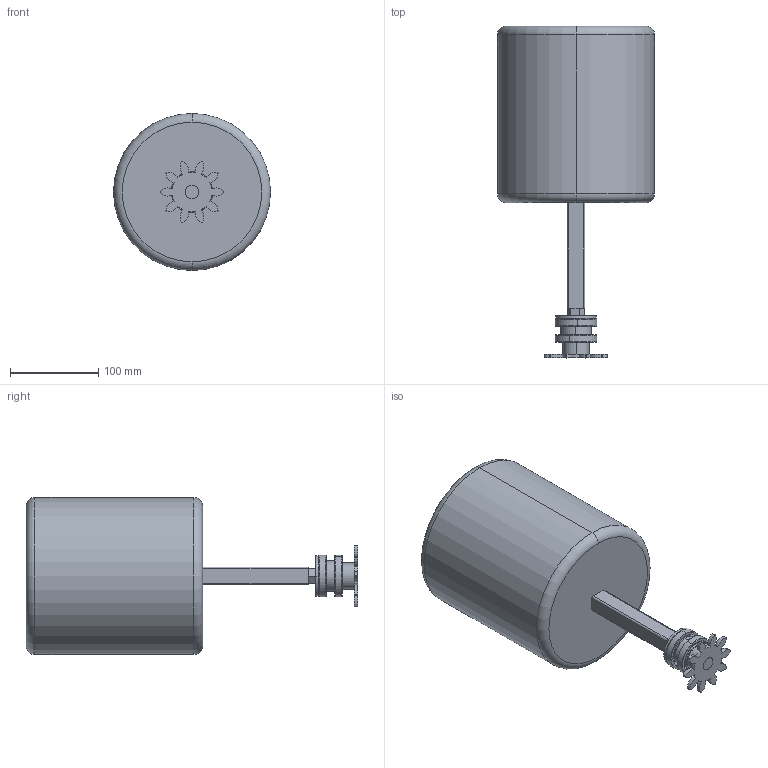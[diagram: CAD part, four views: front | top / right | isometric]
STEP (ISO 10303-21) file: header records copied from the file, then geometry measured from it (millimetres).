
FILE_DESCRIPTION (( 'STEP AP203' ), '1' );
FILE_NAME ('Satellite Albero Bis.STEP', '2020-03-01T10:37:42', ( '' ), ( '' ), 'SwSTEP 2.0', 'SolidWorks 2013', '' );
FILE_SCHEMA (( 'CONFIG_CONTROL_DESIGN' ));
Length unit declared in the file: millimetre
Products named in the file (13): 16005; SATELLITE-DEC-DISTANZIALE; M6-10; Satellite Albero Bis; Statellite Rondella; SATELLITE INGOMBRO^Satellite Albero Bis; Scatolato^Satellite Albero Bis; SATELLITE-DEC-ALBERO; socket head cap screw_iso_ISO 4762 M8 x 12 --- 12N; _16005_PART1_2; _16005_PART2_4; Satellite-Dado; _16005_PART3_6
Assembly tree (25 placements, depth 3):
  Satellite Albero Bis
    M6-10
    Statellite Rondella
    SATELLITE-DEC-ALBERO
    16005  x2
      _16005_PART1_2
      _16005_PART2_4
      _16005_PART3_6
    SATELLITE-DEC-DISTANZIALE
    Satellite-Dado
    socket head cap screw_iso_ISO 4762 M8 x 12 --- 12N
    Scatolato^Satellite Albero Bis
    SATELLITE INGOMBRO^Satellite Albero Bis
Bounding box: 178 x 376 x 178 mm (x, y, z)
Volume: 5036854.7 mm3; surface area: 209308.6 mm2
Topology: 38 solids, 38 shells, 270 faces, 699 edges, 405 vertices
Faces by surface type: cylinder 101, plane 55, torus 52, sphere 52, cone 10
Entity records: 7102 total; most frequent: DIRECTION 1041, CARTESIAN_POINT 1022, ORIENTED_EDGE 830, AXIS2_PLACEMENT_3D 438, EDGE_CURVE 415, VERTEX_POINT 261, CIRCLE 227, EDGE_LOOP 202
